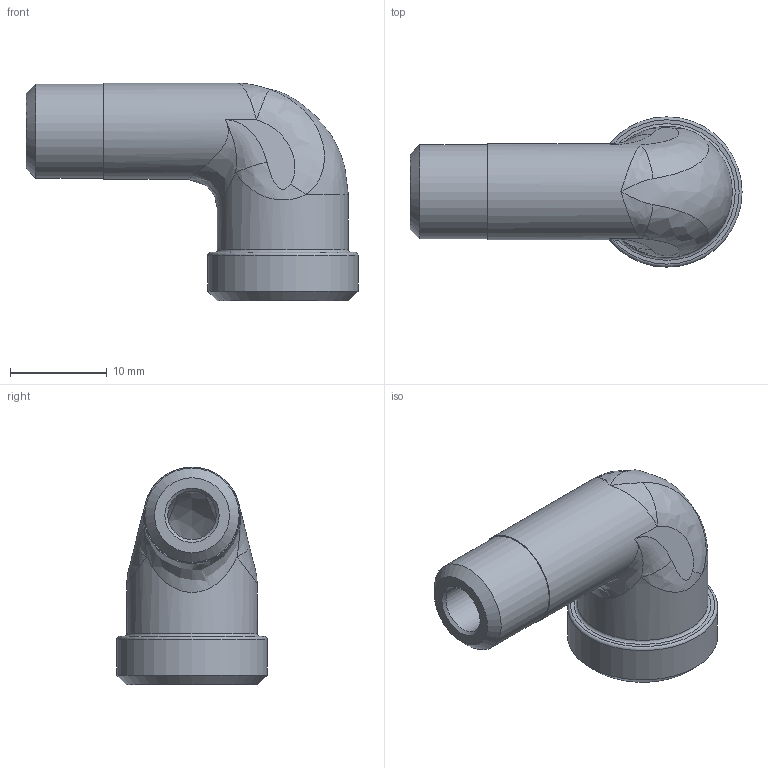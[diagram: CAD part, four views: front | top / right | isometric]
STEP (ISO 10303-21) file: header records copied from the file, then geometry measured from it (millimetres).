
FILE_DESCRIPTION(/* description */ (''),/* implementation_level */ '2;1');
FILE_NAME(/* name */ 'KI-304-006 Aschl.stp',/* time_stamp */ '2016-05-31T14:55:47+02:00',/* author */ ('hochmair'),/* organization */ (''),/* preprocessor_version */ 'ST-DEVELOPER v15.6',/* originating_system */ 'Autodesk Inventor 2015',/* authorisation */ '');
FILE_SCHEMA (('AUTOMOTIVE_DESIGN { 1 0 10303 214 3 1 1 }'));
Length unit declared in the file: millimetre
Products named in the file (1): TB20381560
Bounding box: 34.25 x 15.5 x 22.46 mm (x, y, z)
Volume: 2405.1 mm3; surface area: 2700.2 mm2
Topology: 1 solids, 1 shells, 46 faces, 106 edges, 59 vertices
Faces by surface type: bspline 20, plane 10, cylinder 8, cone 6, torus 2
Full cylindrical faces by diameter (mm): 5 x1, 6.928 x1, 8.566 x1, 9.728 x1, 9.928 x1, 10.5 x1, 13.5 x1, 15.5 x1
Entity records: 2148 total; most frequent: CARTESIAN_POINT 1326, ORIENTED_EDGE 154, DIRECTION 132, EDGE_CURVE 77, EDGE_LOOP 68, AXIS2_PLACEMENT_3D 64, VERTEX_POINT 53, FACE_OUTER_BOUND 46
